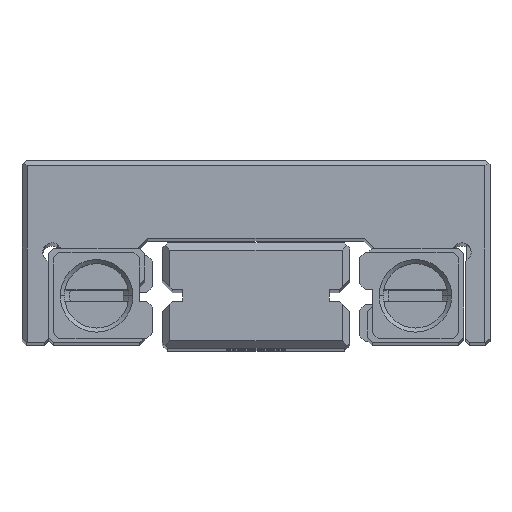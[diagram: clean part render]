
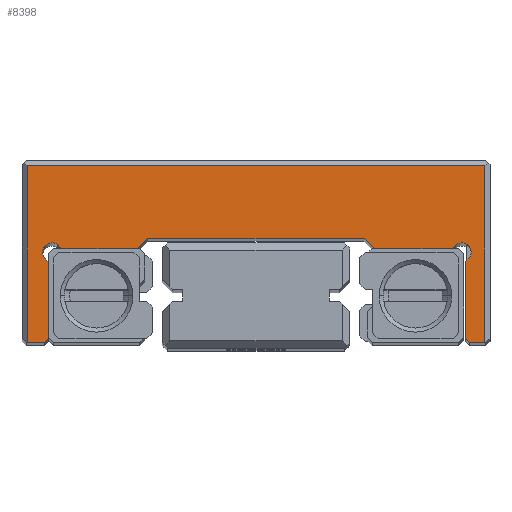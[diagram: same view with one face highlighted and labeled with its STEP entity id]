
A CAD part, top view. The second image highlights one B-rep face of the part: STEP entity #8398.
In plain terms, the highlighted planar face has unit normal (0, 0, 1).
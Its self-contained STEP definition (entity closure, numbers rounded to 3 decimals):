
#7516=PLANE('',#26267);
#8398=ADVANCED_FACE('',(#9516),#7516,.F.);
#9516=FACE_OUTER_BOUND('',#10626,.T.);
#10626=EDGE_LOOP('',(#17010,#17011,#17012,#17013,#17014,#17015,#17016,#17017,
#17018,#17019,#17020,#17021,#17022,#17023,#17024,#17025,#17026,#17027,#17028,
#17029,#17030));
#12155=LINE('',#34035,#14171);
#12161=LINE('',#34047,#14177);
#12168=LINE('',#34061,#14184);
#12181=LINE('',#34112,#14197);
#12218=LINE('',#34204,#14234);
#12228=LINE('',#34228,#14244);
#12231=LINE('',#34234,#14247);
#12234=LINE('',#34238,#14250);
#12242=LINE('',#34262,#14258);
#12246=LINE('',#34269,#14262);
#12249=LINE('',#34275,#14265);
#12254=LINE('',#34285,#14270);
#12271=LINE('',#34316,#14287);
#12274=LINE('',#34321,#14290);
#12278=LINE('',#34328,#14294);
#12281=LINE('',#34336,#14297);
#12282=LINE('',#34338,#14298);
#12283=LINE('',#34340,#14299);
#14171=VECTOR('',#28398,1.);
#14177=VECTOR('',#28408,1.);
#14184=VECTOR('',#28417,1.);
#14197=VECTOR('',#28472,1.);
#14234=VECTOR('',#28535,1.);
#14244=VECTOR('',#28557,1.);
#14247=VECTOR('',#28562,1.);
#14250=VECTOR('',#28567,1.);
#14258=VECTOR('',#28587,1.);
#14262=VECTOR('',#28593,1.);
#14265=VECTOR('',#28598,1.);
#14270=VECTOR('',#28605,1.);
#14287=VECTOR('',#28632,1.);
#14290=VECTOR('',#28637,1.);
#14294=VECTOR('',#28643,1.);
#14297=VECTOR('',#28656,1.);
#14298=VECTOR('',#28657,1.);
#14299=VECTOR('',#28658,1.);
#17010=ORIENTED_EDGE('',*,*,#23923,.T.);
#17011=ORIENTED_EDGE('',*,*,#23952,.T.);
#17012=ORIENTED_EDGE('',*,*,#23953,.T.);
#17013=ORIENTED_EDGE('',*,*,#23954,.T.);
#17014=ORIENTED_EDGE('',*,*,#23940,.T.);
#17015=ORIENTED_EDGE('',*,*,#23943,.T.);
#17016=ORIENTED_EDGE('',*,*,#23797,.T.);
#17017=ORIENTED_EDGE('',*,*,#23947,.T.);
#17018=ORIENTED_EDGE('',*,*,#23948,.T.);
#17019=ORIENTED_EDGE('',*,*,#23693,.T.);
#17020=ORIENTED_EDGE('',*,*,#23880,.T.);
#17021=ORIENTED_EDGE('',*,*,#23804,.T.);
#17022=ORIENTED_EDGE('',*,*,#23893,.T.);
#17023=ORIENTED_EDGE('',*,*,#23896,.T.);
#17024=ORIENTED_EDGE('',*,*,#23899,.T.);
#17025=ORIENTED_EDGE('',*,*,#23791,.T.);
#17026=ORIENTED_EDGE('',*,*,#23836,.T.);
#17027=ORIENTED_EDGE('',*,*,#23905,.T.);
#17028=ORIENTED_EDGE('',*,*,#23911,.T.);
#17029=ORIENTED_EDGE('',*,*,#23915,.T.);
#17030=ORIENTED_EDGE('',*,*,#23918,.T.);
#21813=VERTEX_POINT('',#33839);
#21814=VERTEX_POINT('',#33840);
#21894=VERTEX_POINT('',#34034);
#21895=VERTEX_POINT('',#34036);
#21898=VERTEX_POINT('',#34046);
#21899=VERTEX_POINT('',#34048);
#21904=VERTEX_POINT('',#34060);
#21905=VERTEX_POINT('',#34062);
#21917=VERTEX_POINT('',#34111);
#21959=VERTEX_POINT('',#34227);
#21961=VERTEX_POINT('',#34233);
#21967=VERTEX_POINT('',#34250);
#21971=VERTEX_POINT('',#34261);
#21973=VERTEX_POINT('',#34268);
#21975=VERTEX_POINT('',#34274);
#21979=VERTEX_POINT('',#34284);
#21988=VERTEX_POINT('',#34315);
#21989=VERTEX_POINT('',#34317);
#21991=VERTEX_POINT('',#34327);
#21992=VERTEX_POINT('',#34337);
#21993=VERTEX_POINT('',#34339);
#23693=EDGE_CURVE('',#21813,#21814,#25704,.T.);
#23791=EDGE_CURVE('',#21895,#21894,#12155,.T.);
#23797=EDGE_CURVE('',#21899,#21898,#12161,.T.);
#23804=EDGE_CURVE('',#21905,#21904,#12168,.T.);
#23836=EDGE_CURVE('',#21894,#21917,#12181,.T.);
#23880=EDGE_CURVE('',#21814,#21905,#12218,.T.);
#23893=EDGE_CURVE('',#21904,#21959,#12228,.T.);
#23896=EDGE_CURVE('',#21959,#21961,#12231,.T.);
#23899=EDGE_CURVE('',#21961,#21895,#12234,.T.);
#23905=EDGE_CURVE('',#21917,#21967,#25746,.T.);
#23911=EDGE_CURVE('',#21967,#21971,#12242,.T.);
#23915=EDGE_CURVE('',#21971,#21973,#12246,.T.);
#23918=EDGE_CURVE('',#21973,#21975,#12249,.T.);
#23923=EDGE_CURVE('',#21975,#21979,#12254,.T.);
#23940=EDGE_CURVE('',#21989,#21988,#12271,.T.);
#23943=EDGE_CURVE('',#21988,#21899,#12274,.T.);
#23947=EDGE_CURVE('',#21898,#21991,#12278,.T.);
#23948=EDGE_CURVE('',#21991,#21813,#25748,.T.);
#23952=EDGE_CURVE('',#21979,#21992,#12281,.T.);
#23953=EDGE_CURVE('',#21992,#21993,#12282,.T.);
#23954=EDGE_CURVE('',#21993,#21989,#12283,.T.);
#25704=CIRCLE('',#26170,0.8);
#25746=CIRCLE('',#26249,0.8);
#25748=CIRCLE('',#26263,0.8);
#26170=AXIS2_PLACEMENT_3D('',#33838,#28252,#28253);
#26249=AXIS2_PLACEMENT_3D('',#34251,#28577,#28578);
#26263=AXIS2_PLACEMENT_3D('',#34330,#28646,#28647);
#26267=AXIS2_PLACEMENT_3D('',#34341,#28659,#28660);
#28252=DIRECTION('',(0.,0.,-1.));
#28253=DIRECTION('',(1.,0.,0.));
#28398=DIRECTION('',(1.,0.,0.));
#28408=DIRECTION('',(0.,1.,0.));
#28417=DIRECTION('',(1.,0.,0.));
#28472=DIRECTION('',(0.707,0.707,0.));
#28535=DIRECTION('',(0.707,-0.707,0.));
#28557=DIRECTION('',(0.707,0.707,0.));
#28562=DIRECTION('',(1.,0.,0.));
#28567=DIRECTION('',(0.707,-0.707,0.));
#28577=DIRECTION('',(0.,0.,-1.));
#28578=DIRECTION('',(-1.,0.,0.));
#28587=DIRECTION('',(-0.707,-0.707,0.));
#28593=DIRECTION('',(0.,-1.,0.));
#28598=DIRECTION('',(0.707,-0.707,0.));
#28605=DIRECTION('',(1.,0.,0.));
#28632=DIRECTION('',(1.,0.,0.));
#28637=DIRECTION('',(0.707,0.707,0.));
#28643=DIRECTION('',(-0.707,0.707,0.));
#28646=DIRECTION('',(0.,0.,-1.));
#28647=DIRECTION('',(1.,0.,0.));
#28656=DIRECTION('',(0.,1.,0.));
#28657=DIRECTION('',(-1.,0.,0.));
#28658=DIRECTION('',(0.,-1.,0.));
#28659=DIRECTION('',(0.,0.,-1.));
#28660=DIRECTION('',(-1.,0.,0.));
#33838=CARTESIAN_POINT('',(-17.432,7.682,77.5));
#33839=CARTESIAN_POINT('',(-18.232,7.682,77.5));
#33840=CARTESIAN_POINT('',(-16.866,8.247,77.5));
#34034=CARTESIAN_POINT('',(16.779,8.,77.5));
#34035=CARTESIAN_POINT('',(10.13,8.,77.5));
#34036=CARTESIAN_POINT('',(10.13,8.,77.5));
#34046=CARTESIAN_POINT('',(-17.75,6.869,77.5));
#34047=CARTESIAN_POINT('',(-17.75,0.35,77.5));
#34048=CARTESIAN_POINT('',(-17.75,0.35,77.5));
#34060=CARTESIAN_POINT('',(-10.13,8.,77.5));
#34061=CARTESIAN_POINT('',(-16.619,8.,77.5));
#34062=CARTESIAN_POINT('',(-16.619,8.,77.5));
#34111=CARTESIAN_POINT('',(17.026,8.247,77.5));
#34112=CARTESIAN_POINT('',(17.026,8.247,77.5));
#34204=CARTESIAN_POINT('',(-16.866,8.247,77.5));
#34227=CARTESIAN_POINT('',(-9.25,8.88,77.5));
#34228=CARTESIAN_POINT('',(-10.13,8.,77.5));
#34233=CARTESIAN_POINT('',(9.25,8.88,77.5));
#34234=CARTESIAN_POINT('',(-9.25,8.88,77.5));
#34238=CARTESIAN_POINT('',(10.13,8.,77.5));
#34250=CARTESIAN_POINT('',(18.157,7.116,77.5));
#34251=CARTESIAN_POINT('',(17.592,7.682,77.5));
#34261=CARTESIAN_POINT('',(17.91,6.869,77.5));
#34262=CARTESIAN_POINT('',(17.91,6.869,77.5));
#34268=CARTESIAN_POINT('',(17.91,0.35,77.5));
#34269=CARTESIAN_POINT('',(17.91,0.35,77.5));
#34274=CARTESIAN_POINT('',(18.26,0.,77.5));
#34275=CARTESIAN_POINT('',(18.26,0.,77.5));
#34284=CARTESIAN_POINT('',(19.57,0.,77.5));
#34285=CARTESIAN_POINT('',(18.26,0.,77.5));
#34315=CARTESIAN_POINT('',(-18.1,0.,77.5));
#34316=CARTESIAN_POINT('',(-19.65,0.,77.5));
#34317=CARTESIAN_POINT('',(-19.57,0.,77.5));
#34321=CARTESIAN_POINT('',(-18.1,0.,77.5));
#34327=CARTESIAN_POINT('',(-17.997,7.116,77.5));
#34328=CARTESIAN_POINT('',(-17.75,6.869,77.5));
#34330=CARTESIAN_POINT('',(-17.432,7.682,77.5));
#34336=CARTESIAN_POINT('',(19.57,7.682,77.5));
#34337=CARTESIAN_POINT('',(19.57,15.07,77.5));
#34338=CARTESIAN_POINT('',(17.592,15.07,77.5));
#34339=CARTESIAN_POINT('',(-19.57,15.07,77.5));
#34340=CARTESIAN_POINT('',(-19.57,7.682,77.5));
#34341=CARTESIAN_POINT('',(17.592,7.682,77.5));
